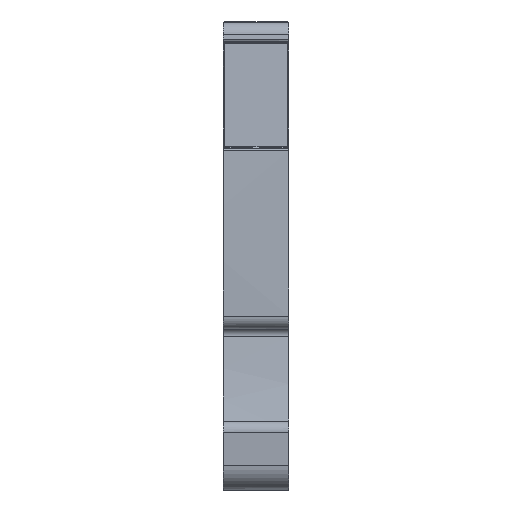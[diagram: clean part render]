
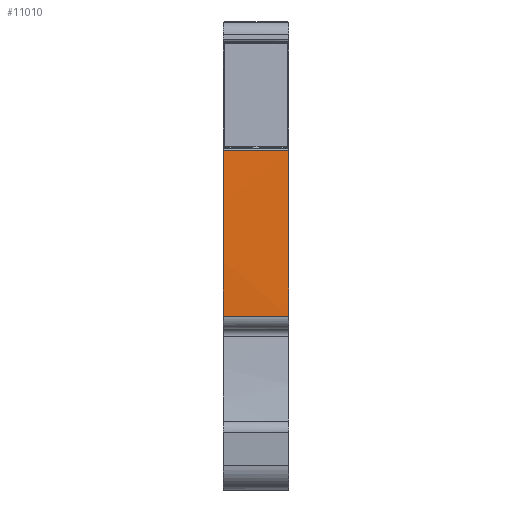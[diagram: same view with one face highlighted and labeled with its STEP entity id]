
A CAD part, front view. The second image highlights one B-rep face of the part: STEP entity #11010.
In plain terms, the highlighted cylindrical face has radius 154.9 mm (diameter 309.8 mm), a partial arc.
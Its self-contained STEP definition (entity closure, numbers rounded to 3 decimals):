
#5860=AXIS2_PLACEMENT_3D('Circle Axis2P3D',#5858,#5859,$) ;
#5867=AXIS2_PLACEMENT_3D('Circle Axis2P3D',#5865,#5866,$) ;
#10389=AXIS2_PLACEMENT_3D('Cylinder Axis2P3D',#10386,#10387,#10388) ;
#1858=CARTESIAN_POINT('Vertex',(5.1,1.761,26.266)) ;
#1862=CARTESIAN_POINT('Control Point',(5.1,1.761,26.266)) ;
#1863=CARTESIAN_POINT('Control Point',(5.1,1.608,23.706)) ;
#1864=CARTESIAN_POINT('Control Point',(5.1,1.509,21.144)) ;
#1865=CARTESIAN_POINT('Control Point',(5.1,1.462,18.578)) ;
#1866=CARTESIAN_POINT('Control Point',(5.1,1.469,16.013)) ;
#1867=CARTESIAN_POINT('Control Point',(5.1,1.528,13.45)) ;
#1868=CARTESIAN_POINT('Vertex',(5.1,1.528,13.45)) ;
#1872=CARTESIAN_POINT('Control Point',(5.1,1.528,13.45)) ;
#1873=CARTESIAN_POINT('Control Point',(5.1,1.528,13.445)) ;
#1874=CARTESIAN_POINT('Control Point',(5.1,1.529,13.441)) ;
#1875=CARTESIAN_POINT('Control Point',(5.1,1.529,13.436)) ;
#1876=CARTESIAN_POINT('Control Point',(5.1,1.529,13.431)) ;
#1877=CARTESIAN_POINT('Control Point',(5.1,1.529,13.427)) ;
#1878=CARTESIAN_POINT('Vertex',(5.1,1.529,13.427)) ;
#5855=CARTESIAN_POINT('Vertex',(0.,1.529,13.427)) ;
#5858=CARTESIAN_POINT('Axis2P3D Location',(0.,156.391,17.05)) ;
#5862=CARTESIAN_POINT('Vertex',(0.,1.528,13.45)) ;
#5865=CARTESIAN_POINT('Axis2P3D Location',(0.,156.387,17.05)) ;
#5869=CARTESIAN_POINT('Vertex',(0.,1.761,26.266)) ;
#10386=CARTESIAN_POINT('Axis2P3D Location',(2.55,156.387,17.05)) ;
#10984=CARTESIAN_POINT('Line Origine',(2.55,1.761,26.266)) ;
#10997=CARTESIAN_POINT('Line Origine',(2.55,1.529,13.427)) ;
#5859=DIRECTION('Axis2P3D Direction',(1.,0.,0.)) ;
#5866=DIRECTION('Axis2P3D Direction',(1.,0.,0.)) ;
#10387=DIRECTION('Axis2P3D Direction',(1.,0.,0.)) ;
#10388=DIRECTION('Axis2P3D XDirection',(0.,-0.993,0.118)) ;
#10985=DIRECTION('Vector Direction',(1.,0.,0.)) ;
#10998=DIRECTION('Vector Direction',(1.,0.,0.)) ;
#10986=VECTOR('Line Direction',#10985,1.) ;
#10999=VECTOR('Line Direction',#10998,1.) ;
#11003=ORIENTED_EDGE('',*,*,#1870,.F.) ;
#11004=ORIENTED_EDGE('',*,*,#10988,.T.) ;
#11005=ORIENTED_EDGE('',*,*,#5871,.T.) ;
#11006=ORIENTED_EDGE('',*,*,#5864,.T.) ;
#11007=ORIENTED_EDGE('',*,*,#11001,.T.) ;
#11008=ORIENTED_EDGE('',*,*,#1880,.F.) ;
#11010=ADVANCED_FACE('MLD',(#11009),#10390,.T.) ;
#1861=B_SPLINE_CURVE_WITH_KNOTS('',5,(#1862,#1863,#1864,#1865,#1866,#1867),.UNSPECIFIED.,.F.,.U.,(6,6),(0.,18.13),.UNSPECIFIED.) ;
#1871=B_SPLINE_CURVE_WITH_KNOTS('',5,(#1872,#1873,#1874,#1875,#1876,#1877),.UNSPECIFIED.,.F.,.U.,(6,6),(0.,0.033),.UNSPECIFIED.) ;
#5861=CIRCLE('generated circle',#5860,154.905) ;
#5868=CIRCLE('generated circle',#5867,154.9) ;
#10390=CYLINDRICAL_SURFACE('generated cylinder',#10389,154.9) ;
#1870=EDGE_CURVE('',#1859,#1869,#1861,.T.) ;
#1880=EDGE_CURVE('',#1869,#1879,#1871,.T.) ;
#5864=EDGE_CURVE('',#5863,#5856,#5861,.T.) ;
#5871=EDGE_CURVE('',#5870,#5863,#5868,.T.) ;
#10988=EDGE_CURVE('',#1859,#5870,#10987,.F.) ;
#11001=EDGE_CURVE('',#5856,#1879,#11000,.T.) ;
#11002=EDGE_LOOP('',(#11003,#11004,#11005,#11006,#11007,#11008)) ;
#11009=FACE_OUTER_BOUND('',#11002,.T.) ;
#10987=LINE('Line',#10984,#10986) ;
#11000=LINE('Line',#10997,#10999) ;
#1859=VERTEX_POINT('',#1858) ;
#1869=VERTEX_POINT('',#1868) ;
#1879=VERTEX_POINT('',#1878) ;
#5856=VERTEX_POINT('',#5855) ;
#5863=VERTEX_POINT('',#5862) ;
#5870=VERTEX_POINT('',#5869) ;
